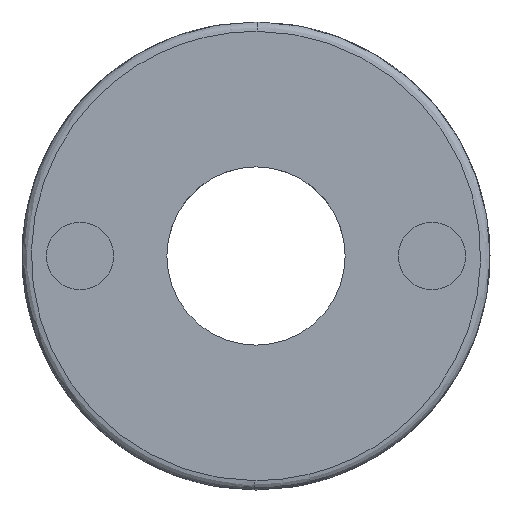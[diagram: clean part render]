
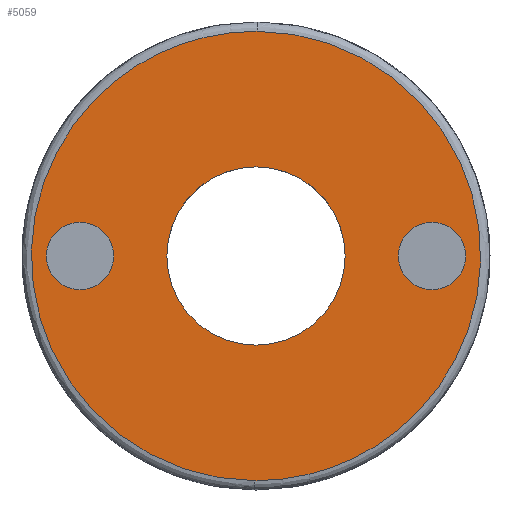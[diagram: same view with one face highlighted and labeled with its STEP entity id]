
A CAD part, left-side view. The second image highlights one B-rep face of the part: STEP entity #5059.
In plain terms, the highlighted planar face has unit normal (-1, 0, 0).
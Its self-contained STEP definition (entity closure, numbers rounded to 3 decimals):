
#1 = AXIS2_PLACEMENT_3D ( 'NONE', #3120, #3161, #3170 ) ;
#49 = FACE_BOUND ( 'NONE', #3263, .T. ) ;
#136 =( BOUNDED_CURVE ( )  B_SPLINE_CURVE ( 3, ( #4181, #4117, #4201, #4207 ),
 .UNSPECIFIED., .F., .F. ) 
 B_SPLINE_CURVE_WITH_KNOTS ( ( 4, 4 ),
 ( 0.003, 1. ),
 .UNSPECIFIED. ) 
 CURVE ( )  GEOMETRIC_REPRESENTATION_ITEM ( )  RATIONAL_B_SPLINE_CURVE ( ( 1., 0.336, 0.336, 1. ) ) 
 REPRESENTATION_ITEM ( '' )  );
#161 = VERTEX_POINT ( 'NONE', #3984 ) ;
#193 = EDGE_CURVE ( 'NONE', #623, #2701, #1772, .T. ) ;
#205 = CARTESIAN_POINT ( 'NONE',  ( -15., -23.9, 11.8 ) ) ;
#211 = EDGE_CURVE ( 'NONE', #2476, #2597, #2133, .T. ) ;
#217 = CARTESIAN_POINT ( 'NONE',  ( -15., -0.101, 12. ) ) ;
#222 = CARTESIAN_POINT ( 'NONE',  ( -15., 0., -12. ) ) ;
#229 =( BOUNDED_CURVE ( )  B_SPLINE_CURVE ( 3, ( #4006, #4021, #4043, #4045 ),
 .UNSPECIFIED., .F., .F. ) 
 B_SPLINE_CURVE_WITH_KNOTS ( ( 4, 4 ),
 ( 0., 0.003 ),
 .UNSPECIFIED. ) 
 CURVE ( )  GEOMETRIC_REPRESENTATION_ITEM ( )  RATIONAL_B_SPLINE_CURVE ( ( 1., 1., 1., 1. ) ) 
 REPRESENTATION_ITEM ( '' )  );
#291 = CARTESIAN_POINT ( 'NONE',  ( -15., -23.8, -12. ) ) ;
#387 = AXIS2_PLACEMENT_3D ( 'NONE', #2247, #2262, #2281 ) ;
#437 = ORIENTED_EDGE ( 'NONE', *, *, #622, .T. ) ;
#463 = EDGE_CURVE ( 'NONE', #2701, #3280, #1672, .T. ) ;
#493 = CARTESIAN_POINT ( 'NONE',  ( -15., -9.4, 0. ) ) ;
#500 = DIRECTION ( 'NONE',  ( 1., 0., 0. ) ) ;
#511 = DIRECTION ( 'NONE',  ( 0., 0., -1. ) ) ;
#622 = EDGE_CURVE ( 'NONE', #3472, #3973, #1994, .T. ) ;
#623 = VERTEX_POINT ( 'NONE', #2072 ) ;
#630 = CIRCLE ( 'NONE', #2883, 4.763 ) ;
#639 = ORIENTED_EDGE ( 'NONE', *, *, #1988, .F. ) ;
#802 = ORIENTED_EDGE ( 'NONE', *, *, #2776, .T. ) ;
#837 = EDGE_CURVE ( 'NONE', #3485, #3560, #4640, .T. ) ;
#1093 = CARTESIAN_POINT ( 'NONE',  ( -15., 0.101, -12. ) ) ;
#1194 = ORIENTED_EDGE ( 'NONE', *, *, #837, .T. ) ;
#1234 = ORIENTED_EDGE ( 'NONE', *, *, #2706, .T. ) ;
#1250 = DIRECTION ( 'NONE',  ( 0., 0., -1. ) ) ;
#1255 = DIRECTION ( 'NONE',  ( 1., 0., 0. ) ) ;
#1260 = CARTESIAN_POINT ( 'NONE',  ( -15., -9.4, 0. ) ) ;
#1268 = AXIS2_PLACEMENT_3D ( 'NONE', #493, #500, #511 ) ;
#1347 = DIRECTION ( 'NONE',  ( 0., 0., -1. ) ) ;
#1352 = DIRECTION ( 'NONE',  ( 1., 0., 0. ) ) ;
#1360 = CARTESIAN_POINT ( 'NONE',  ( -15., 0., 0. ) ) ;
#1373 = ORIENTED_EDGE ( 'NONE', *, *, #2087, .T. ) ;
#1418 = DIRECTION ( 'NONE',  ( 0., 0., -1. ) ) ;
#1420 = DIRECTION ( 'NONE',  ( 1., 0., 0. ) ) ;
#1426 = CARTESIAN_POINT ( 'NONE',  ( -15., 9.4, 0. ) ) ;
#1453 = CARTESIAN_POINT ( 'NONE',  ( -15., 0., -12. ) ) ;
#1459 = PLANE ( 'NONE',  #4567 ) ;
#1672 =( BOUNDED_CURVE ( )  B_SPLINE_CURVE ( 3, ( #1738, #1709, #1762, #1773 ),
 .UNSPECIFIED., .F., .F. ) 
 B_SPLINE_CURVE_WITH_KNOTS ( ( 4, 4 ),
 ( 0., 0.003 ),
 .UNSPECIFIED. ) 
 CURVE ( )  GEOMETRIC_REPRESENTATION_ITEM ( )  RATIONAL_B_SPLINE_CURVE ( ( 1., 1., 1., 1. ) ) 
 REPRESENTATION_ITEM ( '' )  );
#1709 = CARTESIAN_POINT ( 'NONE',  ( -15., 0.034, -12. ) ) ;
#1738 = CARTESIAN_POINT ( 'NONE',  ( -15., 0., -12. ) ) ;
#1762 = CARTESIAN_POINT ( 'NONE',  ( -15., 0.067, -12. ) ) ;
#1772 =( BOUNDED_CURVE ( )  B_SPLINE_CURVE ( 3, ( #217, #205, #291, #222 ),
 .UNSPECIFIED., .F., .F. ) 
 B_SPLINE_CURVE_WITH_KNOTS ( ( 4, 4 ),
 ( 0.003, 1. ),
 .UNSPECIFIED. ) 
 CURVE ( )  GEOMETRIC_REPRESENTATION_ITEM ( )  RATIONAL_B_SPLINE_CURVE ( ( 1., 0.336, 0.336, 1. ) ) 
 REPRESENTATION_ITEM ( '' )  );
#1773 = CARTESIAN_POINT ( 'NONE',  ( -15., 0.101, -12. ) ) ;
#1789 = CARTESIAN_POINT ( 'NONE',  ( -15., -9.4, 1.8 ) ) ;
#1890 = EDGE_CURVE ( 'NONE', #161, #623, #229, .T. ) ;
#1966 = CARTESIAN_POINT ( 'NONE',  ( -15., 9.4, -1.8 ) ) ;
#1988 = EDGE_CURVE ( 'NONE', #3280, #161, #136, .T. ) ;
#1994 = CIRCLE ( 'NONE', #387, 4.763 ) ;
#2072 = CARTESIAN_POINT ( 'NONE',  ( -15., -0.101, 12. ) ) ;
#2087 = EDGE_CURVE ( 'NONE', #3973, #3472, #630, .T. ) ;
#2133 = CIRCLE ( 'NONE', #1268, 1.8 ) ;
#2247 = CARTESIAN_POINT ( 'NONE',  ( -15., 0., 0. ) ) ;
#2262 = DIRECTION ( 'NONE',  ( 1., 0., 0. ) ) ;
#2281 = DIRECTION ( 'NONE',  ( 0., 0., 1. ) ) ;
#2295 = CARTESIAN_POINT ( 'NONE',  ( -15., 0., 4.763 ) ) ;
#2476 = VERTEX_POINT ( 'NONE', #2481 ) ;
#2481 = CARTESIAN_POINT ( 'NONE',  ( -15., -9.4, -1.8 ) ) ;
#2524 = EDGE_LOOP ( 'NONE', ( #1194, #1234 ) ) ;
#2597 = VERTEX_POINT ( 'NONE', #1789 ) ;
#2701 = VERTEX_POINT ( 'NONE', #1453 ) ;
#2706 = EDGE_CURVE ( 'NONE', #3560, #3485, #4782, .T. ) ;
#2776 = EDGE_CURVE ( 'NONE', #2597, #2476, #4806, .T. ) ;
#2883 = AXIS2_PLACEMENT_3D ( 'NONE', #4479, #4482, #4486 ) ;
#2924 = FACE_BOUND ( 'NONE', #2524, .T. ) ;
#2929 = FACE_BOUND ( 'NONE', #4203, .T. ) ;
#2940 = ORIENTED_EDGE ( 'NONE', *, *, #211, .T. ) ;
#2941 = FACE_OUTER_BOUND ( 'NONE', #3351, .T. ) ;
#3015 = ORIENTED_EDGE ( 'NONE', *, *, #1890, .F. ) ;
#3120 = CARTESIAN_POINT ( 'NONE',  ( -15., 9.4, 0. ) ) ;
#3161 = DIRECTION ( 'NONE',  ( 1., 0., 0. ) ) ;
#3170 = DIRECTION ( 'NONE',  ( 0., 0., -1. ) ) ;
#3212 = ORIENTED_EDGE ( 'NONE', *, *, #463, .F. ) ;
#3263 = EDGE_LOOP ( 'NONE', ( #2940, #802 ) ) ;
#3280 = VERTEX_POINT ( 'NONE', #1093 ) ;
#3351 = EDGE_LOOP ( 'NONE', ( #3015, #639, #3212, #3441 ) ) ;
#3441 = ORIENTED_EDGE ( 'NONE', *, *, #193, .F. ) ;
#3472 = VERTEX_POINT ( 'NONE', #4628 ) ;
#3485 = VERTEX_POINT ( 'NONE', #1966 ) ;
#3560 = VERTEX_POINT ( 'NONE', #5029 ) ;
#3973 = VERTEX_POINT ( 'NONE', #2295 ) ;
#3984 = CARTESIAN_POINT ( 'NONE',  ( -15., 0., 12. ) ) ;
#4006 = CARTESIAN_POINT ( 'NONE',  ( -15., 0., 12. ) ) ;
#4021 = CARTESIAN_POINT ( 'NONE',  ( -15., -0.034, 12. ) ) ;
#4043 = CARTESIAN_POINT ( 'NONE',  ( -15., -0.067, 12. ) ) ;
#4045 = CARTESIAN_POINT ( 'NONE',  ( -15., -0.101, 12. ) ) ;
#4117 = CARTESIAN_POINT ( 'NONE',  ( -15., 23.9, -11.8 ) ) ;
#4181 = CARTESIAN_POINT ( 'NONE',  ( -15., 0.101, -12. ) ) ;
#4201 = CARTESIAN_POINT ( 'NONE',  ( -15., 23.8, 12. ) ) ;
#4203 = EDGE_LOOP ( 'NONE', ( #1373, #437 ) ) ;
#4207 = CARTESIAN_POINT ( 'NONE',  ( -15., 0., 12. ) ) ;
#4479 = CARTESIAN_POINT ( 'NONE',  ( -15., 0., 0. ) ) ;
#4482 = DIRECTION ( 'NONE',  ( 1., 0., 0. ) ) ;
#4486 = DIRECTION ( 'NONE',  ( 0., 0., 1. ) ) ;
#4567 = AXIS2_PLACEMENT_3D ( 'NONE', #1360, #1352, #1347 ) ;
#4599 = AXIS2_PLACEMENT_3D ( 'NONE', #1260, #1255, #1250 ) ;
#4628 = CARTESIAN_POINT ( 'NONE',  ( -15., 0., -4.763 ) ) ;
#4640 = CIRCLE ( 'NONE', #1, 1.8 ) ;
#4771 = AXIS2_PLACEMENT_3D ( 'NONE', #1426, #1420, #1418 ) ;
#4782 = CIRCLE ( 'NONE', #4771, 1.8 ) ;
#4806 = CIRCLE ( 'NONE', #4599, 1.8 ) ;
#5029 = CARTESIAN_POINT ( 'NONE',  ( -15., 9.4, 1.8 ) ) ;
#5059 = ADVANCED_FACE ( 'NONE', ( #49, #2924, #2929, #2941 ), #1459, .F. ) ;
